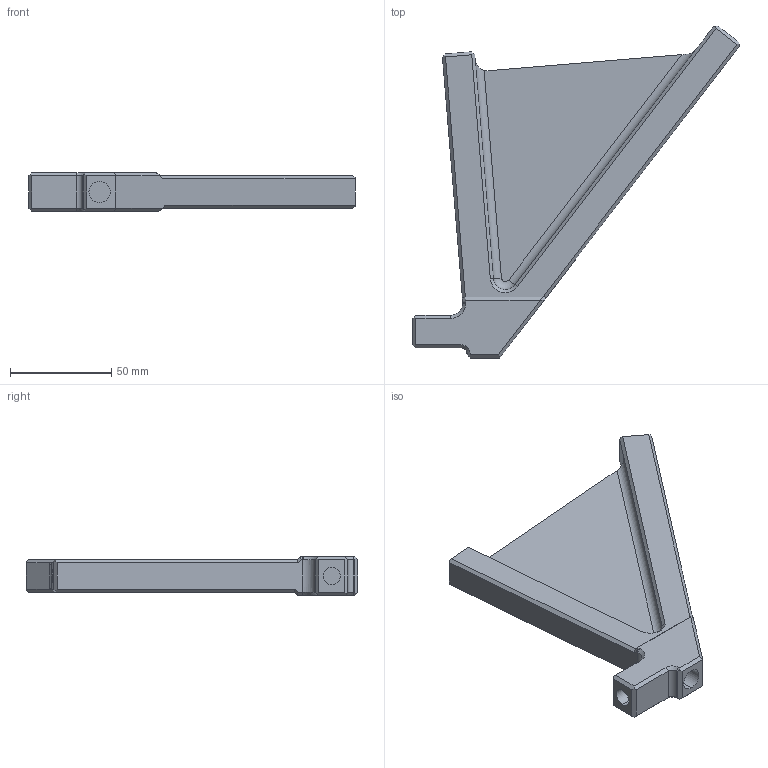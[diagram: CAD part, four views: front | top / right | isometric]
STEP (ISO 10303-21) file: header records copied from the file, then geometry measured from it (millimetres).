
FILE_DESCRIPTION (( 'STEP AP203' ), '1' );
FILE_NAME ('TR AR INF 19mm.STEP', '2023-09-25T18:52:35', ( '' ), ( '' ), 'SwSTEP 2.0', 'SolidWorks 2018', '' );
FILE_SCHEMA (( 'CONFIG_CONTROL_DESIGN' ));
Length unit declared in the file: millimetre
Products named in the file (1): TR AR INF 19mm
Bounding box: 161.35 x 164.01 x 19 mm (x, y, z)
Volume: 123557.3 mm3; surface area: 36314.7 mm2
Topology: 1 solids, 1 shells, 86 faces, 222 edges, 142 vertices
Faces by surface type: plane 61, cylinder 16, cone 7, torus 2
Entity records: 2715 total; most frequent: CARTESIAN_POINT 523, ORIENTED_EDGE 444, DIRECTION 428, EDGE_CURVE 222, VECTOR 178, LINE 178, VERTEX_POINT 142, AXIS2_PLACEMENT_3D 125
